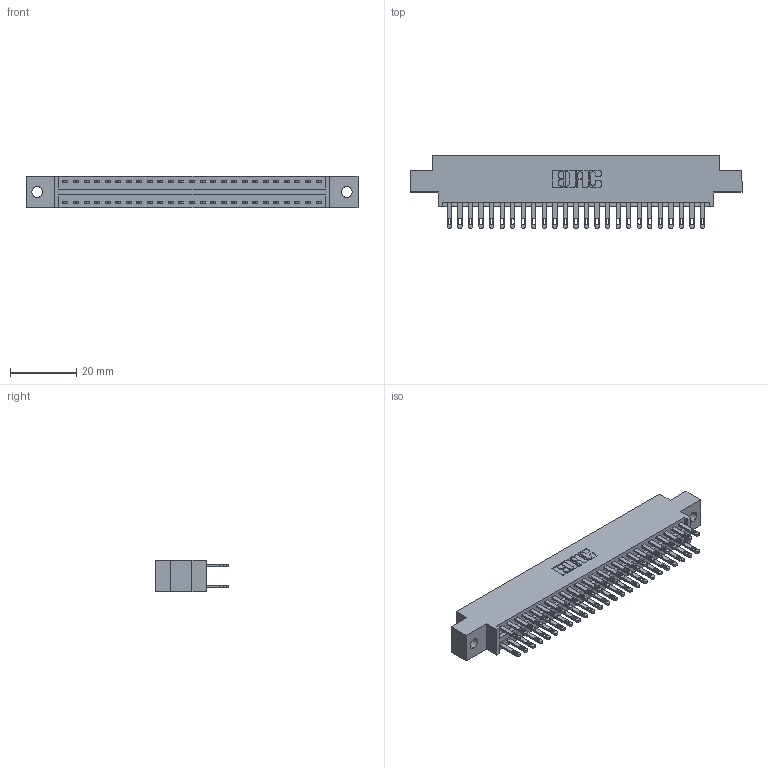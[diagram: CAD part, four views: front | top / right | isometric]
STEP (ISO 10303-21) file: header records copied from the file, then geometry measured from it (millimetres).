
FILE_DESCRIPTION (( 'STEP AP203' ), '1' );
FILE_NAME ('346-050-500-802.STEP', '2022-05-20T22:34:28', ( '' ), ( '' ), 'SwSTEP 2.0', 'SolidWorks 2020', '' );
FILE_SCHEMA (( 'CONFIG_CONTROL_DESIGN' ));
Length unit declared in the file: inch
Products named in the file (3): 346 Part_0.170 Offset - 0.128 Dia; 346-050-500-802; 345-292-001_345-293-100
Assembly tree (51 placements, depth 2):
  346-050-500-802
    346 Part_0.170 Offset - 0.128 Dia
    345-292-001_345-293-100  x50
Bounding box: 99.95 x 21.84 x 9.4 mm (x, y, z)
Volume: 9575.7 mm3; surface area: 13329 mm2
Topology: 51 solids, 51 shells, 2526 faces, 7691 edges, 5126 vertices
Faces by surface type: plane 1530, cylinder 996
Entity records: 18669 total; most frequent: CARTESIAN_POINT 3100, ORIENTED_EDGE 3034, DIRECTION 2785, EDGE_CURVE 1517, VECTOR 1281, LINE 1281, VERTEX_POINT 1010, AXIS2_PLACEMENT_3D 752
